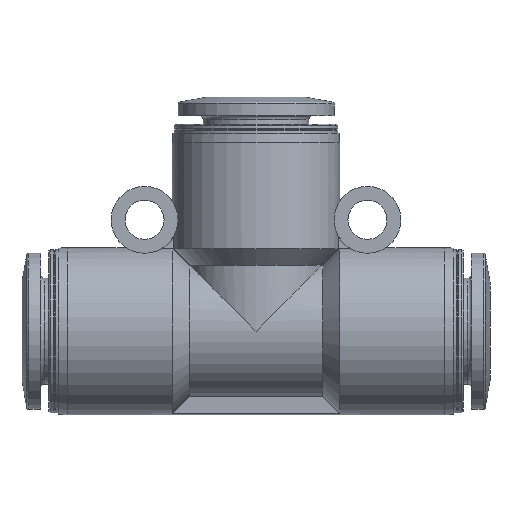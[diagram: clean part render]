
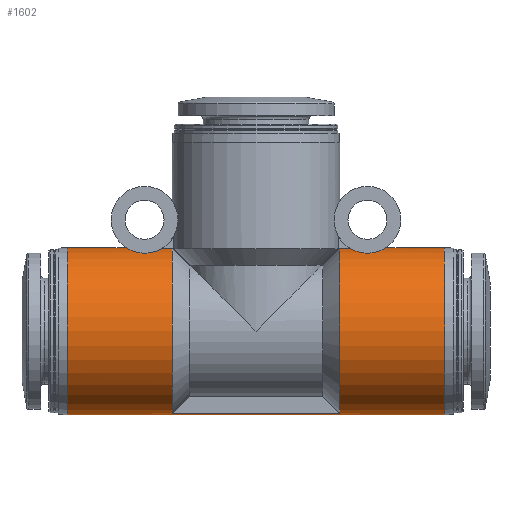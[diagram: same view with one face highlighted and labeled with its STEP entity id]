
A CAD part, front view. The second image highlights one B-rep face of the part: STEP entity #1602.
In plain terms, the highlighted cylindrical face has radius 9 mm (diameter 18 mm), a full revolution.
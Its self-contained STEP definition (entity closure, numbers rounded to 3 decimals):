
#76=B_SPLINE_CURVE_WITH_KNOTS('',3,(#2237,#2238,#2239,#2240,#2241,#2242,
#2243,#2244,#2245,#2246,#2247,#2248,#2249,#2250,#2251,#2252,#2253),
 .UNSPECIFIED.,.F.,.F.,(4,1,1,1,1,1,1,1,1,1,1,1,1,1,4),(0.002,
0.002,0.003,0.004,0.005,
0.006,0.007,0.008,0.01,
0.011,0.012,0.013,0.014,
0.014,0.015),.UNSPECIFIED.);
#77=B_SPLINE_CURVE_WITH_KNOTS('',3,(#2265,#2266,#2267,#2268,#2269,#2270,
#2271,#2272,#2273,#2274,#2275,#2276,#2277,#2278,#2279,#2280,#2281,#2282),
 .UNSPECIFIED.,.F.,.F.,(4,1,1,1,1,1,1,1,1,1,1,1,1,1,1,4),(0.01,
0.011,0.012,0.013,0.013,
0.014,0.015,0.016,0.017,
0.019,0.019,0.02,0.021,
0.022,0.023,0.024),.UNSPECIFIED.);
#92=LINE('',#2231,#112);
#93=LINE('',#2235,#113);
#94=LINE('',#2255,#114);
#95=LINE('',#2259,#115);
#96=LINE('',#2263,#116);
#97=LINE('',#2284,#117);
#112=VECTOR('',#1873,1000.);
#113=VECTOR('',#1876,1000.);
#114=VECTOR('',#1877,1000.);
#115=VECTOR('',#1880,1000.);
#116=VECTOR('',#1883,1000.);
#117=VECTOR('',#1884,1000.);
#142=ORIENTED_EDGE('',*,*,#388,.F.);
#143=ORIENTED_EDGE('',*,*,#389,.F.);
#144=ORIENTED_EDGE('',*,*,#390,.T.);
#145=ORIENTED_EDGE('',*,*,#391,.T.);
#146=ORIENTED_EDGE('',*,*,#392,.F.);
#147=ORIENTED_EDGE('',*,*,#393,.F.);
#148=ORIENTED_EDGE('',*,*,#394,.T.);
#149=ORIENTED_EDGE('',*,*,#395,.T.);
#150=ORIENTED_EDGE('',*,*,#396,.F.);
#151=ORIENTED_EDGE('',*,*,#397,.F.);
#152=ORIENTED_EDGE('',*,*,#398,.F.);
#153=ORIENTED_EDGE('',*,*,#399,.T.);
#154=ORIENTED_EDGE('',*,*,#400,.F.);
#155=ORIENTED_EDGE('',*,*,#401,.T.);
#388=EDGE_CURVE('',#511,#512,#614,.T.);
#389=EDGE_CURVE('',#513,#511,#92,.T.);
#390=EDGE_CURVE('',#513,#514,#615,.T.);
#391=EDGE_CURVE('',#514,#515,#93,.T.);
#392=EDGE_CURVE('',#516,#515,#76,.T.);
#393=EDGE_CURVE('',#517,#516,#94,.T.);
#394=EDGE_CURVE('',#517,#518,#616,.T.);
#395=EDGE_CURVE('',#518,#519,#95,.T.);
#396=EDGE_CURVE('',#520,#519,#617,.T.);
#397=EDGE_CURVE('',#521,#520,#96,.T.);
#398=EDGE_CURVE('',#522,#521,#77,.T.);
#399=EDGE_CURVE('',#522,#512,#97,.T.);
#400=EDGE_CURVE('',#523,#523,#618,.T.);
#401=EDGE_CURVE('',#524,#524,#619,.T.);
#511=VERTEX_POINT('',#2229);
#512=VERTEX_POINT('',#2230);
#513=VERTEX_POINT('',#2232);
#514=VERTEX_POINT('',#2234);
#515=VERTEX_POINT('',#2236);
#516=VERTEX_POINT('',#2254);
#517=VERTEX_POINT('',#2256);
#518=VERTEX_POINT('',#2258);
#519=VERTEX_POINT('',#2260);
#520=VERTEX_POINT('',#2262);
#521=VERTEX_POINT('',#2264);
#522=VERTEX_POINT('',#2283);
#523=VERTEX_POINT('',#2286);
#524=VERTEX_POINT('',#2288);
#614=CIRCLE('',#1694,9.);
#615=CIRCLE('',#1695,9.);
#616=CIRCLE('',#1696,9.);
#617=CIRCLE('',#1697,9.);
#618=CIRCLE('',#1698,9.);
#619=CIRCLE('',#1699,9.);
#696=EDGE_LOOP('',(#142,#143,#144,#145,#146,#147,#148,#149,#150,#151,#152,
#153));
#697=EDGE_LOOP('',(#154));
#698=EDGE_LOOP('',(#155));
#848=FACE_BOUND('',#696,.T.);
#849=FACE_BOUND('',#697,.T.);
#850=FACE_BOUND('',#698,.T.);
#998=CYLINDRICAL_SURFACE('',#1693,9.);
#1602=ADVANCED_FACE('',(#848,#849,#850),#998,.T.);
#1693=AXIS2_PLACEMENT_3D('',#2227,#1869,#1870);
#1694=AXIS2_PLACEMENT_3D('',#2228,#1871,#1872);
#1695=AXIS2_PLACEMENT_3D('',#2233,#1874,#1875);
#1696=AXIS2_PLACEMENT_3D('',#2257,#1878,#1879);
#1697=AXIS2_PLACEMENT_3D('',#2261,#1881,#1882);
#1698=AXIS2_PLACEMENT_3D('',#2285,#1885,#1886);
#1699=AXIS2_PLACEMENT_3D('',#2287,#1887,#1888);
#1869=DIRECTION('',(1.,0.,0.));
#1870=DIRECTION('',(0.,0.,-1.));
#1871=DIRECTION('',(1.,0.,0.));
#1872=DIRECTION('',(0.,0.,-1.));
#1873=DIRECTION('',(-1.,0.,0.));
#1874=DIRECTION('',(1.,0.,0.));
#1875=DIRECTION('',(0.,0.,-1.));
#1876=DIRECTION('',(1.,0.,0.));
#1877=DIRECTION('',(1.,0.,0.));
#1878=DIRECTION('',(1.,0.,0.));
#1879=DIRECTION('',(0.,0.,-1.));
#1880=DIRECTION('',(-1.,0.,0.));
#1881=DIRECTION('',(1.,0.,0.));
#1882=DIRECTION('',(0.,0.,-1.));
#1883=DIRECTION('',(1.,0.,0.));
#1884=DIRECTION('',(1.,0.,0.));
#1885=DIRECTION('',(1.,0.,0.));
#1886=DIRECTION('',(0.,0.,-1.));
#1887=DIRECTION('',(1.,0.,0.));
#1888=DIRECTION('',(0.,0.,-1.));
#2227=CARTESIAN_POINT('',(25.2,0.,0.));
#2228=CARTESIAN_POINT('',(-9.,0.,0.));
#2229=CARTESIAN_POINT('',(-9.,1.575,-8.861));
#2230=CARTESIAN_POINT('',(-9.,1.575,8.861));
#2231=CARTESIAN_POINT('',(9.,1.575,-8.861));
#2232=CARTESIAN_POINT('',(9.,1.575,-8.861));
#2233=CARTESIAN_POINT('',(9.,0.,0.));
#2234=CARTESIAN_POINT('',(9.,1.575,8.861));
#2235=CARTESIAN_POINT('',(25.2,1.575,8.861));
#2236=CARTESIAN_POINT('',(10.237,1.575,8.861));
#2237=CARTESIAN_POINT('',(10.237,-1.575,8.861));
#2238=CARTESIAN_POINT('',(10.323,-1.845,8.813));
#2239=CARTESIAN_POINT('',(10.546,-2.36,8.696));
#2240=CARTESIAN_POINT('',(11.104,-3.008,8.488));
#2241=CARTESIAN_POINT('',(11.938,-3.325,8.363));
#2242=CARTESIAN_POINT('',(12.809,-3.072,8.464));
#2243=CARTESIAN_POINT('',(13.399,-2.45,8.671));
#2244=CARTESIAN_POINT('',(13.876,-1.432,8.914));
#2245=CARTESIAN_POINT('',(14.066,0.001,9.057));
#2246=CARTESIAN_POINT('',(13.877,1.429,8.915));
#2247=CARTESIAN_POINT('',(13.398,2.451,8.67));
#2248=CARTESIAN_POINT('',(12.809,3.071,8.464));
#2249=CARTESIAN_POINT('',(11.942,3.326,8.362));
#2250=CARTESIAN_POINT('',(11.101,3.006,8.489));
#2251=CARTESIAN_POINT('',(10.547,2.362,8.696));
#2252=CARTESIAN_POINT('',(10.322,1.843,8.813));
#2253=CARTESIAN_POINT('',(10.237,1.575,8.861));
#2254=CARTESIAN_POINT('',(10.237,-1.575,8.861));
#2255=CARTESIAN_POINT('',(25.2,-1.575,8.861));
#2256=CARTESIAN_POINT('',(9.,-1.575,8.861));
#2257=CARTESIAN_POINT('',(9.,0.,0.));
#2258=CARTESIAN_POINT('',(9.,-1.575,-8.861));
#2259=CARTESIAN_POINT('',(9.,-1.575,-8.861));
#2260=CARTESIAN_POINT('',(-9.,-1.575,-8.861));
#2261=CARTESIAN_POINT('',(-9.,0.,0.));
#2262=CARTESIAN_POINT('',(-9.,-1.575,8.861));
#2263=CARTESIAN_POINT('',(25.2,-1.575,8.861));
#2264=CARTESIAN_POINT('',(-10.237,-1.575,8.861));
#2265=CARTESIAN_POINT('',(-10.237,1.575,8.861));
#2266=CARTESIAN_POINT('',(-10.322,1.844,8.813));
#2267=CARTESIAN_POINT('',(-10.546,2.361,8.696));
#2268=CARTESIAN_POINT('',(-11.102,3.007,8.488));
#2269=CARTESIAN_POINT('',(-11.941,3.326,8.362));
#2270=CARTESIAN_POINT('',(-12.809,3.071,8.464));
#2271=CARTESIAN_POINT('',(-13.398,2.451,8.671));
#2272=CARTESIAN_POINT('',(-13.758,1.685,8.853));
#2273=CARTESIAN_POINT('',(-13.949,0.861,8.972));
#2274=CARTESIAN_POINT('',(-14.03,-0.289,9.028));
#2275=CARTESIAN_POINT('',(-13.876,-1.43,8.915));
#2276=CARTESIAN_POINT('',(-13.398,-2.452,8.67));
#2277=CARTESIAN_POINT('',(-12.807,-3.072,8.464));
#2278=CARTESIAN_POINT('',(-11.944,-3.325,8.362));
#2279=CARTESIAN_POINT('',(-11.101,-3.007,8.488));
#2280=CARTESIAN_POINT('',(-10.546,-2.359,8.696));
#2281=CARTESIAN_POINT('',(-10.323,-1.846,8.813));
#2282=CARTESIAN_POINT('',(-10.237,-1.575,8.861));
#2283=CARTESIAN_POINT('',(-10.237,1.575,8.861));
#2284=CARTESIAN_POINT('',(25.2,1.575,8.861));
#2285=CARTESIAN_POINT('',(20.3,0.,0.));
#2286=CARTESIAN_POINT('',(20.3,0.,-9.));
#2287=CARTESIAN_POINT('',(-20.3,0.,0.));
#2288=CARTESIAN_POINT('',(-20.3,0.,-9.));
